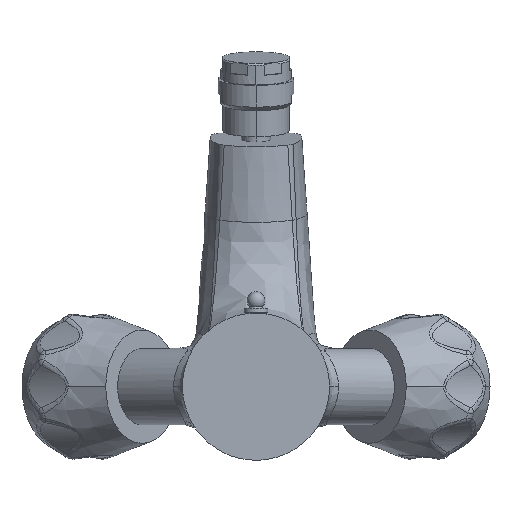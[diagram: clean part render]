
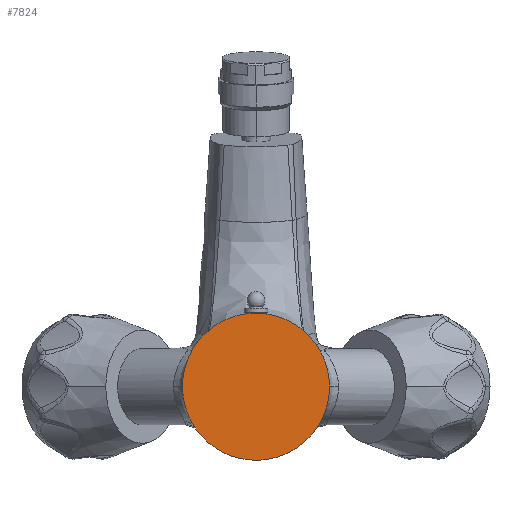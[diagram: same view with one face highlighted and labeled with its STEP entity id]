
A CAD part, front view. The second image highlights one B-rep face of the part: STEP entity #7824.
In plain terms, the highlighted planar face has unit normal (0, -1, 0).
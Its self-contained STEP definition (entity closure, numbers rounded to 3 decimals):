
#22=CARTESIAN_POINT('',(17.678,0.,-17.678));
#23=CARTESIAN_POINT('',(15.826,0.,-19.529));
#24=CARTESIAN_POINT('',(11.538,0.,-22.645));
#25=CARTESIAN_POINT('',(3.976,0.,-25.102));
#26=CARTESIAN_POINT('',(-3.976,0.,-25.102));
#27=CARTESIAN_POINT('',(-11.538,0.,
-22.645));
#28=CARTESIAN_POINT('',(-15.826,0.,
-19.529));
#29=CARTESIAN_POINT('',(-17.678,0.,
-17.678));
#31=CARTESIAN_POINT('',(-17.678,0.,
-17.678));
#32=CARTESIAN_POINT('',(-19.529,0.,
-15.826));
#33=CARTESIAN_POINT('',(-22.645,0.,
-11.538));
#34=CARTESIAN_POINT('',(-25.102,0.,-3.976));
#35=CARTESIAN_POINT('',(-25.102,0.,3.976));
#36=CARTESIAN_POINT('',(-22.645,0.,11.538));
#37=CARTESIAN_POINT('',(-19.529,0.,15.826));
#38=CARTESIAN_POINT('',(-17.678,0.,17.678));
#40=CARTESIAN_POINT('',(-17.678,0.,17.678));
#41=CARTESIAN_POINT('',(-15.826,0.,19.529));
#42=CARTESIAN_POINT('',(-11.538,0.,22.645));
#43=CARTESIAN_POINT('',(-3.976,0.,25.102));
#44=CARTESIAN_POINT('',(3.976,0.,25.102));
#45=CARTESIAN_POINT('',(11.538,0.,22.645));
#46=CARTESIAN_POINT('',(15.826,0.,19.529));
#47=CARTESIAN_POINT('',(17.678,0.,17.678));
#49=CARTESIAN_POINT('',(17.678,0.,17.678));
#50=CARTESIAN_POINT('',(19.529,0.,15.826));
#51=CARTESIAN_POINT('',(22.645,0.,11.538));
#52=CARTESIAN_POINT('',(25.102,0.,3.976));
#53=CARTESIAN_POINT('',(25.102,0.,-3.976));
#54=CARTESIAN_POINT('',(22.645,0.,-11.538));
#55=CARTESIAN_POINT('',(19.529,0.,-15.826));
#56=CARTESIAN_POINT('',(17.678,0.,-17.678));
#70=CARTESIAN_POINT('',(-17.678,0.,
-17.678));
#149=CARTESIAN_POINT('',(17.678,0.,-17.678));
#3005=CARTESIAN_POINT('',(17.678,0.,17.678));
#3196=CARTESIAN_POINT('',(-17.678,0.,17.678));
#7404=VERTEX_POINT('',#149);
#7414=VERTEX_POINT('',#3005);
#7423=VERTEX_POINT('',#70);
#7433=VERTEX_POINT('',#3196);
#7809=CARTESIAN_POINT('',(0.,0.,0.));
#7810=DIRECTION('',(0.,1.,0.));
#7811=DIRECTION('',(0.,0.,1.));
#7812=AXIS2_PLACEMENT_3D('',#7809,#7810,#7811);
#7813=PLANE('',#7812);
#7815=ORIENTED_EDGE('',*,*,#7814,.T.);
#7817=ORIENTED_EDGE('',*,*,#7816,.T.);
#7819=ORIENTED_EDGE('',*,*,#7818,.T.);
#7821=ORIENTED_EDGE('',*,*,#7820,.T.);
#7822=EDGE_LOOP('',(#7815,#7817,#7819,#7821));
#7823=FACE_OUTER_BOUND('',#7822,.F.);
#7824=ADVANCED_FACE('',(#7823),#7813,.F.);
#30=B_SPLINE_CURVE_WITH_KNOTS('',3,(#22,#23,#24,#25,#26,#27,#28,#29),
.UNSPECIFIED.,.F.,.F.,(4,1,1,1,1,4),(0.,0.2,0.4,0.6,0.8,1.),
.UNSPECIFIED.);
#39=B_SPLINE_CURVE_WITH_KNOTS('',3,(#31,#32,#33,#34,#35,#36,#37,#38),
.UNSPECIFIED.,.F.,.F.,(4,1,1,1,1,4),(0.,0.2,0.4,0.6,0.8,1.),
.UNSPECIFIED.);
#48=B_SPLINE_CURVE_WITH_KNOTS('',3,(#40,#41,#42,#43,#44,#45,#46,#47),
.UNSPECIFIED.,.F.,.F.,(4,1,1,1,1,4),(0.,0.2,0.4,0.6,0.8,1.),
.UNSPECIFIED.);
#57=B_SPLINE_CURVE_WITH_KNOTS('',3,(#49,#50,#51,#52,#53,#54,#55,#56),
.UNSPECIFIED.,.F.,.F.,(4,1,1,1,1,4),(0.,0.2,0.4,0.6,0.8,1.),
.UNSPECIFIED.);
#7814=EDGE_CURVE('',#7404,#7423,#30,.T.);
#7816=EDGE_CURVE('',#7423,#7433,#39,.T.);
#7818=EDGE_CURVE('',#7433,#7414,#48,.T.);
#7820=EDGE_CURVE('',#7414,#7404,#57,.T.);
